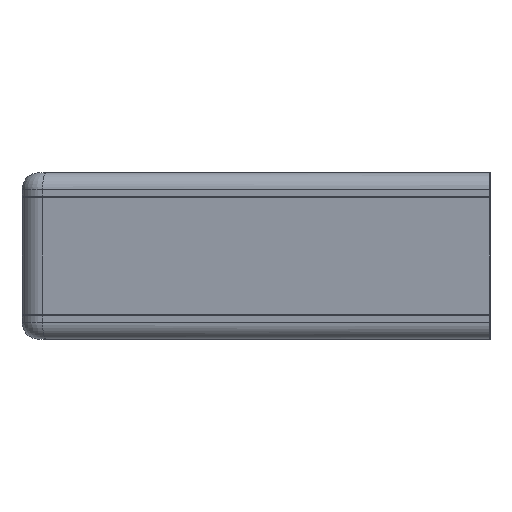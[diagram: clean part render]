
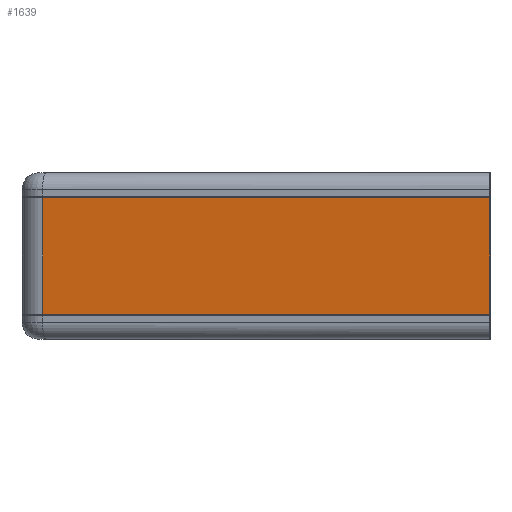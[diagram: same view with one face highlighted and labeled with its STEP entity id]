
A CAD part, left-side view. The second image highlights one B-rep face of the part: STEP entity #1639.
In plain terms, the highlighted planar face has unit normal (-0.984, 0.176, 0).
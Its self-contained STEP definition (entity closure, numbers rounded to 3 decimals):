
#61 = DIRECTION ( 'NONE',  ( 0.176, 0.984, 0. ) ) ;
#135 = ORIENTED_EDGE ( 'NONE', *, *, #2112, .T. ) ;
#172 = VERTEX_POINT ( 'NONE', #1105 ) ;
#297 = CARTESIAN_POINT ( 'NONE',  ( -177.059, -29.14, -3.5 ) ) ;
#311 = AXIS2_PLACEMENT_3D ( 'NONE', #2214, #730, #743 ) ;
#340 = VECTOR ( 'NONE', #536, 1000. ) ;
#536 = DIRECTION ( 'NONE',  ( 0., 0., -1. ) ) ;
#671 = CARTESIAN_POINT ( 'NONE',  ( -176.88, -28.14, 3.5 ) ) ;
#697 = CARTESIAN_POINT ( 'NONE',  ( -176.88, -28.14, -3.5 ) ) ;
#730 = DIRECTION ( 'NONE',  ( 0.984, -0.176, 0. ) ) ;
#743 = DIRECTION ( 'NONE',  ( 0.176, 0.984, 0. ) ) ;
#779 = LINE ( 'NONE', #982, #1867 ) ;
#819 = VERTEX_POINT ( 'NONE', #1915 ) ;
#930 = EDGE_CURVE ( 'NONE', #1507, #1013, #1196, .T. ) ;
#939 = FACE_OUTER_BOUND ( 'NONE', #1933, .T. ) ;
#982 = CARTESIAN_POINT ( 'NONE',  ( -177.059, -29.14, 3.5 ) ) ;
#1013 = VERTEX_POINT ( 'NONE', #697 ) ;
#1105 = CARTESIAN_POINT ( 'NONE',  ( -172.077, -1.242, 3.5 ) ) ;
#1123 = VECTOR ( 'NONE', #2319, 1000. ) ;
#1196 = LINE ( 'NONE', #2015, #2081 ) ;
#1417 = DIRECTION ( 'NONE',  ( 0., 0., -1. ) ) ;
#1455 = EDGE_CURVE ( 'NONE', #1013, #819, #1568, .T. ) ;
#1507 = VERTEX_POINT ( 'NONE', #671 ) ;
#1568 = LINE ( 'NONE', #297, #1123 ) ;
#1639 = ADVANCED_FACE ( 'NONE', ( #939 ), #1648, .F. ) ;
#1648 = PLANE ( 'NONE',  #311 ) ;
#1728 = ORIENTED_EDGE ( 'NONE', *, *, #1969, .T. ) ;
#1867 = VECTOR ( 'NONE', #61, 1000. ) ;
#1915 = CARTESIAN_POINT ( 'NONE',  ( -172.077, -1.242, -3.5 ) ) ;
#1933 = EDGE_LOOP ( 'NONE', ( #1728, #1971, #2131, #135 ) ) ;
#1969 = EDGE_CURVE ( 'NONE', #172, #819, #2004, .T. ) ;
#1971 = ORIENTED_EDGE ( 'NONE', *, *, #1455, .F. ) ;
#2004 = LINE ( 'NONE', #2197, #340 ) ;
#2015 = CARTESIAN_POINT ( 'NONE',  ( -176.88, -28.14, 5. ) ) ;
#2081 = VECTOR ( 'NONE', #1417, 1000. ) ;
#2112 = EDGE_CURVE ( 'NONE', #1507, #172, #779, .T. ) ;
#2131 = ORIENTED_EDGE ( 'NONE', *, *, #930, .F. ) ;
#2197 = CARTESIAN_POINT ( 'NONE',  ( -172.077, -1.242, 5. ) ) ;
#2214 = CARTESIAN_POINT ( 'NONE',  ( -172.077, -1.242, 5. ) ) ;
#2319 = DIRECTION ( 'NONE',  ( 0.176, 0.984, 0. ) ) ;
